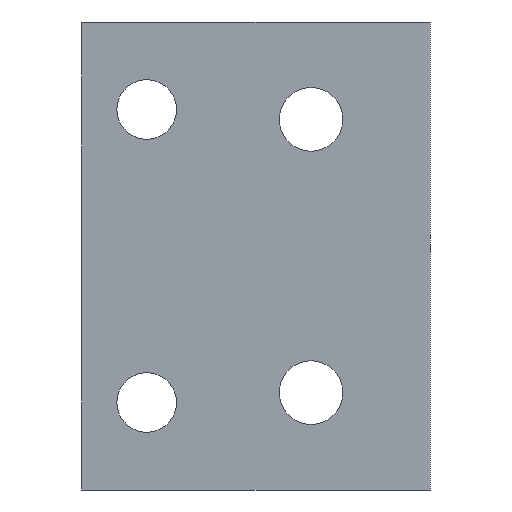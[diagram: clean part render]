
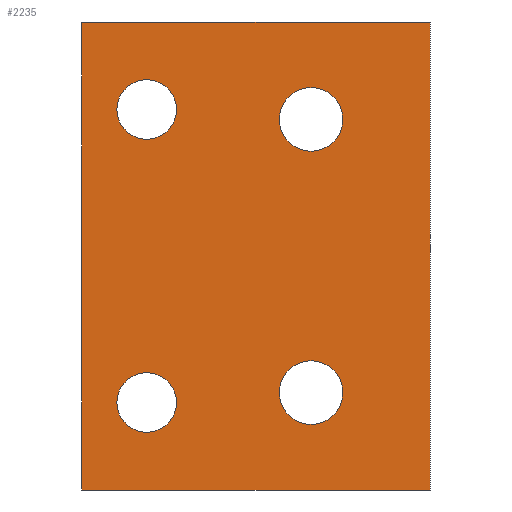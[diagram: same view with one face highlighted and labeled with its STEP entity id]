
A CAD part, front view. The second image highlights one B-rep face of the part: STEP entity #2235.
In plain terms, the highlighted planar face has unit normal (0, -1, 0).
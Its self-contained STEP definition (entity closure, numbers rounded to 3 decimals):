
#49=LINE('',#3233,#285);
#183=LINE('',#3614,#419);
#185=LINE('',#3618,#421);
#186=LINE('',#3620,#422);
#285=VECTOR('',#2553,17.543);
#419=VECTOR('',#2939,23.539);
#421=VECTOR('',#2943,17.543);
#422=VECTOR('',#2946,23.539);
#573=FACE_BOUND('',#818,.T.);
#574=FACE_BOUND('',#819,.T.);
#575=FACE_BOUND('',#820,.T.);
#576=FACE_BOUND('',#821,.T.);
#655=FACE_OUTER_BOUND('',#817,.T.);
#817=EDGE_LOOP('',(#1805,#1806,#1807,#1808));
#818=EDGE_LOOP('',(#1809));
#819=EDGE_LOOP('',(#1810));
#820=EDGE_LOOP('',(#1811));
#821=EDGE_LOOP('',(#1812));
#892=CIRCLE('',#2311,1.6);
#893=CIRCLE('',#2313,1.5);
#927=CIRCLE('',#2415,1.5);
#932=CIRCLE('',#2423,1.6);
#968=VERTEX_POINT('',#3219);
#969=VERTEX_POINT('',#3222);
#973=VERTEX_POINT('',#3230);
#974=VERTEX_POINT('',#3232);
#1055=VERTEX_POINT('',#3524);
#1060=VERTEX_POINT('',#3537);
#1095=VERTEX_POINT('',#3612);
#1096=VERTEX_POINT('',#3616);
#1148=EDGE_CURVE('',#968,#968,#892,.T.);
#1149=EDGE_CURVE('',#969,#969,#893,.T.);
#1153=EDGE_CURVE('',#973,#974,#49,.T.);
#1297=EDGE_CURVE('',#1055,#1055,#927,.T.);
#1302=EDGE_CURVE('',#1060,#1060,#932,.T.);
#1341=EDGE_CURVE('',#1095,#973,#183,.T.);
#1343=EDGE_CURVE('',#1095,#1096,#185,.T.);
#1344=EDGE_CURVE('',#1096,#974,#186,.T.);
#1805=ORIENTED_EDGE('',*,*,#1343,.T.);
#1806=ORIENTED_EDGE('',*,*,#1344,.T.);
#1807=ORIENTED_EDGE('',*,*,#1153,.F.);
#1808=ORIENTED_EDGE('',*,*,#1341,.F.);
#1809=ORIENTED_EDGE('',*,*,#1148,.T.);
#1810=ORIENTED_EDGE('',*,*,#1149,.T.);
#1811=ORIENTED_EDGE('',*,*,#1297,.T.);
#1812=ORIENTED_EDGE('',*,*,#1302,.T.);
#2121=PLANE('',#2443);
#2235=ADVANCED_FACE('',(#655,#573,#574,#575,#576),#2121,.T.);
#2311=AXIS2_PLACEMENT_3D('',#3220,#2541,#2542);
#2313=AXIS2_PLACEMENT_3D('',#3223,#2545,#2546);
#2415=AXIS2_PLACEMENT_3D('',#3525,#2863,#2864);
#2423=AXIS2_PLACEMENT_3D('',#3538,#2879,#2880);
#2443=AXIS2_PLACEMENT_3D('',#3619,#2944,#2945);
#2541=DIRECTION('center_axis',(0.,1.,0.));
#2542=DIRECTION('ref_axis',(1.,0.,0.));
#2545=DIRECTION('center_axis',(0.,1.,0.));
#2546=DIRECTION('ref_axis',(-1.,0.,0.));
#2553=DIRECTION('',(-1.,0.,0.));
#2863=DIRECTION('center_axis',(0.,1.,0.));
#2864=DIRECTION('ref_axis',(-1.,0.,0.));
#2879=DIRECTION('center_axis',(0.,1.,0.));
#2880=DIRECTION('ref_axis',(1.,0.,0.));
#2939=DIRECTION('',(0.,0.,-1.));
#2943=DIRECTION('',(-1.,0.,0.));
#2944=DIRECTION('center_axis',(0.,-1.,0.));
#2945=DIRECTION('ref_axis',(0.,0.,-1.));
#2946=DIRECTION('',(0.,0.,-1.));
#3219=CARTESIAN_POINT('',(-60.356,-5.,-6.869));
#3220=CARTESIAN_POINT('Origin',(-58.756,-5.,-6.869));
#3222=CARTESIAN_POINT('',(-65.527,-5.,-7.369));
#3223=CARTESIAN_POINT('Origin',(-67.027,-5.,-7.369));
#3230=CARTESIAN_POINT('',(-52.756,-5.,-11.769));
#3232=CARTESIAN_POINT('',(-70.298,-5.,-11.769));
#3233=CARTESIAN_POINT('',(-70.298,-5.,-11.769));
#3524=CARTESIAN_POINT('',(-65.527,-5.,7.369));
#3525=CARTESIAN_POINT('Origin',(-67.027,-5.,7.369));
#3537=CARTESIAN_POINT('',(-60.356,-5.,6.869));
#3538=CARTESIAN_POINT('Origin',(-58.756,-5.,6.869));
#3612=CARTESIAN_POINT('',(-52.756,-5.,11.769));
#3614=CARTESIAN_POINT('',(-52.756,-5.,-11.769));
#3616=CARTESIAN_POINT('',(-70.298,-5.,11.769));
#3618=CARTESIAN_POINT('',(-70.298,-5.,11.769));
#3619=CARTESIAN_POINT('Origin',(-61.527,-5.,5.885));
#3620=CARTESIAN_POINT('',(-70.298,-5.,0.));
